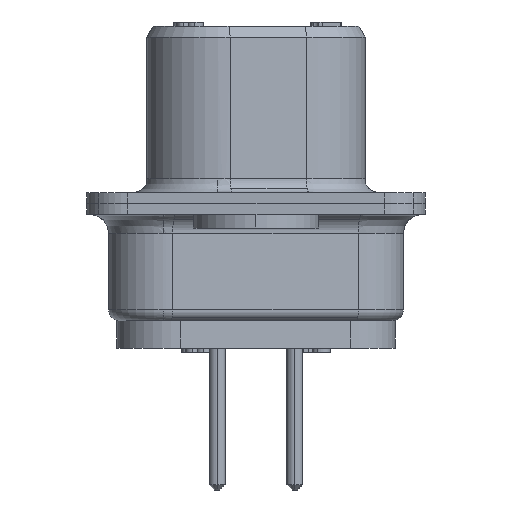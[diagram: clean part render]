
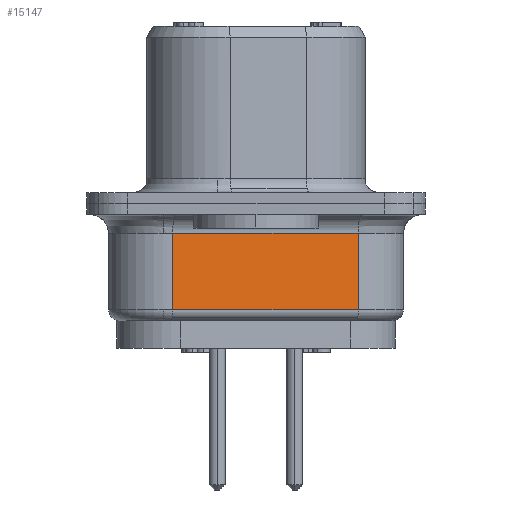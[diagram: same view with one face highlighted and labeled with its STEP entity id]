
A CAD part, left-side view. The second image highlights one B-rep face of the part: STEP entity #15147.
In plain terms, the highlighted planar face has unit normal (-0.985, -0.174, 0).
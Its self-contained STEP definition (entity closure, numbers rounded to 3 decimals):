
#13912=CARTESIAN_POINT('',(-13.72,3.053,-1.1));
#13913=VERTEX_POINT('',#13912);
#15030=CARTESIAN_POINT('',(-12.521,-3.747,-1.1));
#15031=VERTEX_POINT('',#15030);
#15032=CARTESIAN_POINT('',(-13.72,3.053,-1.1));
#15033=DIRECTION('',(0.174,-0.985,0.));
#15034=VECTOR('',#15033,6.905);
#15035=LINE('',#15032,#15034);
#15036=EDGE_CURVE('',#13913,#15031,#15035,.T.);
#15117=CARTESIAN_POINT('',(-13.72,3.053,0.0));
#15118=DIRECTION('',(-0.985,-0.174,0.0));
#15119=DIRECTION('',(0.0,0.0,1.0));
#15120=AXIS2_PLACEMENT_3D('',#15117,#15118,#15119);
#15121=PLANE('',#15120);
#15122=ORIENTED_EDGE('',*,*,#15036,.F.);
#15123=CARTESIAN_POINT('',(-13.72,3.053,-3.9));
#15124=VERTEX_POINT('',#15123);
#15125=CARTESIAN_POINT('',(-13.72,3.053,-1.1));
#15126=DIRECTION('',(0.0,0.0,-1.0));
#15127=VECTOR('',#15126,2.8);
#15128=LINE('',#15125,#15127);
#15129=EDGE_CURVE('',#13913,#15124,#15128,.T.);
#15130=ORIENTED_EDGE('',*,*,#15129,.T.);
#15131=CARTESIAN_POINT('',(-12.521,-3.747,-3.9));
#15132=VERTEX_POINT('',#15131);
#15133=CARTESIAN_POINT('',(-12.521,-3.747,-3.9));
#15134=DIRECTION('',(-0.174,0.985,0.0));
#15135=VECTOR('',#15134,6.905);
#15136=LINE('',#15133,#15135);
#15137=EDGE_CURVE('',#15132,#15124,#15136,.T.);
#15138=ORIENTED_EDGE('',*,*,#15137,.F.);
#15139=CARTESIAN_POINT('',(-12.521,-3.747,-1.1));
#15140=DIRECTION('',(0.0,0.0,-1.0));
#15141=VECTOR('',#15140,2.8);
#15142=LINE('',#15139,#15141);
#15143=EDGE_CURVE('',#15031,#15132,#15142,.T.);
#15144=ORIENTED_EDGE('',*,*,#15143,.F.);
#15145=EDGE_LOOP('',(#15122,#15130,#15138,#15144));
#15146=FACE_OUTER_BOUND('',#15145,.T.);
#15147=ADVANCED_FACE('',(#15146),#15121,.T.);
